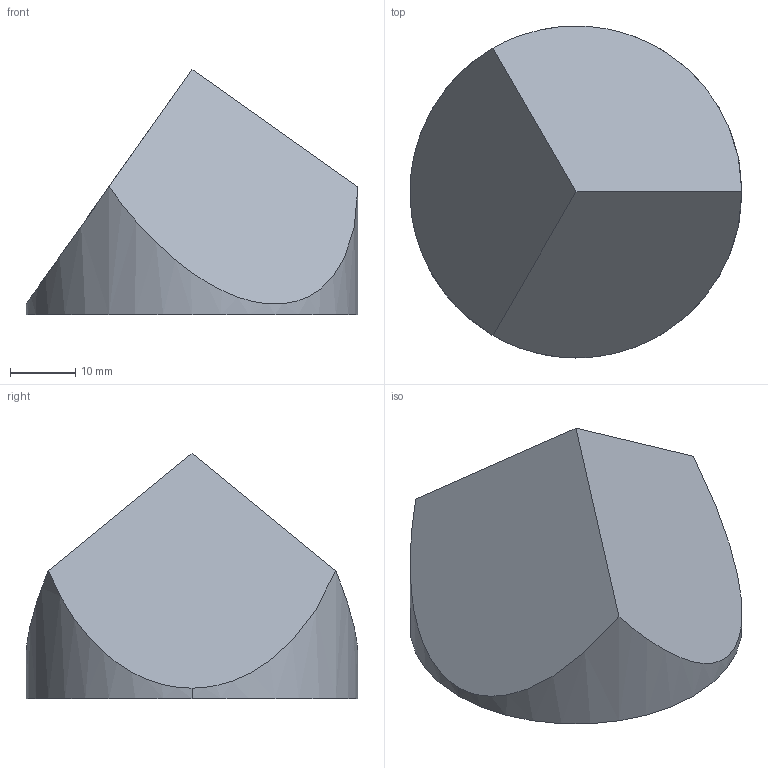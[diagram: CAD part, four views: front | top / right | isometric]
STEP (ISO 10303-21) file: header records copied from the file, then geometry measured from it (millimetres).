
FILE_DESCRIPTION (( 'STEP AP203' ), '1' );
FILE_NAME ('371507.STEP', '2019-07-25T01:45:26', ( '' ), ( '' ), 'SwSTEP 2.0', 'SolidWorks 2016', '' );
FILE_SCHEMA (( 'CONFIG_CONTROL_DESIGN' ));
Length unit declared in the file: millimetre
Products named in the file (2): 371507
Bounding box: 50.8 x 50.8 x 37.5 mm (x, y, z)
Volume: 35874.5 mm3; surface area: 6781.7 mm2
Topology: 1 solids, 1 shells, 6 faces, 11 edges, 7 vertices
Faces by surface type: plane 4, cylinder 2
Entity records: 304 total; most frequent: CARTESIAN_POINT 38, DIRECTION 25, ORIENTED_EDGE 22, PERSON_AND_ORGANIZATION 16, EDGE_CURVE 11, DATE_AND_TIME 10, PERSON_AND_ORGANIZATION_ROLE 10, COORDINATED_UNIVERSAL_TIME_OFFSET 10
